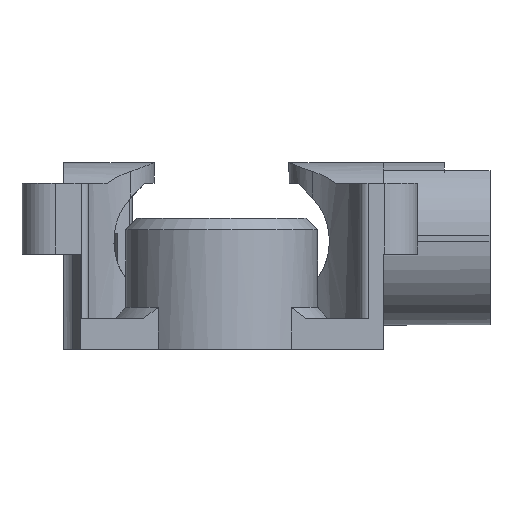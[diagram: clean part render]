
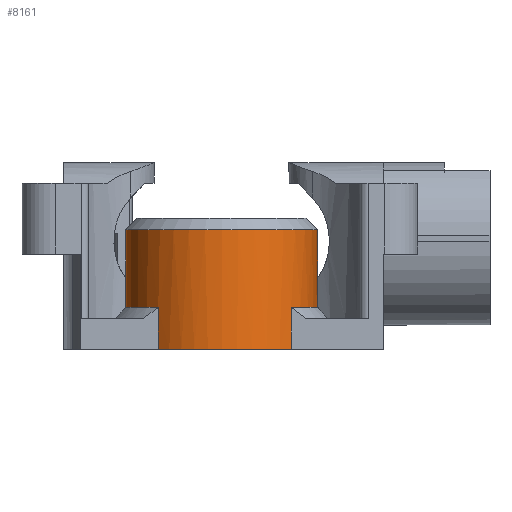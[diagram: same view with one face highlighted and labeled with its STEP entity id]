
A CAD part, left-side view. The second image highlights one B-rep face of the part: STEP entity #8161.
In plain terms, the highlighted cylindrical face has radius 12.6 mm (diameter 25.2 mm), a full revolution.
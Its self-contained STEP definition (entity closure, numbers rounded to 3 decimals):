
#316=CYLINDRICAL_SURFACE('',#8458,12.6);
#780=FACE_OUTER_BOUND('',#1245,.T.);
#1245=EDGE_LOOP('',(#7034,#7035,#7036,#7037,#7038,#7039,#7040,#7041,#7042,
#7043));
#2310=LINE('',#15594,#2859);
#2311=LINE('',#15596,#2860);
#2312=LINE('',#15603,#2861);
#2859=VECTOR('',#9357,12.6);
#2860=VECTOR('',#9358,10.);
#2861=VECTOR('',#9365,10.);
#3055=CIRCLE('',#8403,12.6);
#3065=CIRCLE('',#8413,12.6);
#3094=CIRCLE('',#8457,12.6);
#3095=CIRCLE('',#8459,12.6);
#3096=CIRCLE('',#8460,12.6);
#3097=CIRCLE('',#8461,12.6);
#3764=VERTEX_POINT('',#15463);
#3765=VERTEX_POINT('',#15464);
#3782=VERTEX_POINT('',#15498);
#3815=VERTEX_POINT('',#15590);
#3816=VERTEX_POINT('',#15595);
#3817=VERTEX_POINT('',#15597);
#3818=VERTEX_POINT('',#15599);
#3819=VERTEX_POINT('',#15601);
#4871=EDGE_CURVE('',#3764,#3765,#3055,.T.);
#4889=EDGE_CURVE('',#3765,#3782,#3065,.T.);
#4933=EDGE_CURVE('',#3815,#3815,#3094,.T.);
#4934=EDGE_CURVE('',#3815,#3765,#2310,.T.);
#4935=EDGE_CURVE('',#3816,#3782,#2311,.T.);
#4936=EDGE_CURVE('',#3817,#3816,#3095,.T.);
#4937=EDGE_CURVE('',#3818,#3817,#3096,.T.);
#4938=EDGE_CURVE('',#3819,#3818,#3097,.T.);
#4939=EDGE_CURVE('',#3764,#3819,#2312,.T.);
#7034=ORIENTED_EDGE('',*,*,#4933,.F.);
#7035=ORIENTED_EDGE('',*,*,#4934,.T.);
#7036=ORIENTED_EDGE('',*,*,#4889,.T.);
#7037=ORIENTED_EDGE('',*,*,#4935,.F.);
#7038=ORIENTED_EDGE('',*,*,#4936,.F.);
#7039=ORIENTED_EDGE('',*,*,#4937,.F.);
#7040=ORIENTED_EDGE('',*,*,#4938,.F.);
#7041=ORIENTED_EDGE('',*,*,#4939,.F.);
#7042=ORIENTED_EDGE('',*,*,#4871,.T.);
#7043=ORIENTED_EDGE('',*,*,#4934,.F.);
#8161=ADVANCED_FACE('',(#780),#316,.T.);
#8403=AXIS2_PLACEMENT_3D('',#15465,#9222,#9223);
#8413=AXIS2_PLACEMENT_3D('',#15500,#9250,#9251);
#8457=AXIS2_PLACEMENT_3D('',#15592,#9353,#9354);
#8458=AXIS2_PLACEMENT_3D('',#15593,#9355,#9356);
#8459=AXIS2_PLACEMENT_3D('',#15598,#9359,#9360);
#8460=AXIS2_PLACEMENT_3D('',#15600,#9361,#9362);
#8461=AXIS2_PLACEMENT_3D('',#15602,#9363,#9364);
#9222=DIRECTION('center_axis',(0.,0.,1.));
#9223=DIRECTION('ref_axis',(1.,0.,0.));
#9250=DIRECTION('center_axis',(0.,0.,1.));
#9251=DIRECTION('ref_axis',(1.,0.,0.));
#9353=DIRECTION('center_axis',(0.,0.,1.));
#9354=DIRECTION('ref_axis',(1.,0.,0.));
#9355=DIRECTION('center_axis',(0.,0.,1.));
#9356=DIRECTION('ref_axis',(1.,0.,0.));
#9357=DIRECTION('',(0.,0.,-1.));
#9358=DIRECTION('',(0.,0.,-1.));
#9359=DIRECTION('center_axis',(0.,0.,-1.));
#9360=DIRECTION('ref_axis',(1.,0.,0.));
#9361=DIRECTION('center_axis',(0.,0.,-1.));
#9362=DIRECTION('ref_axis',(1.,0.,0.));
#9363=DIRECTION('center_axis',(0.,0.,-1.));
#9364=DIRECTION('ref_axis',(1.,0.,0.));
#9365=DIRECTION('',(0.,0.,1.));
#15463=CARTESIAN_POINT('',(-31.227,8.304,0.));
#15464=CARTESIAN_POINT('',(-34.35,0.,0.));
#15465=CARTESIAN_POINT('Origin',(-21.75,0.,0.));
#15498=CARTESIAN_POINT('',(-30.446,-9.118,0.));
#15500=CARTESIAN_POINT('Origin',(-21.75,0.,0.));
#15590=CARTESIAN_POINT('',(-34.35,0.,15.7));
#15592=CARTESIAN_POINT('Origin',(-21.75,0.,15.7));
#15593=CARTESIAN_POINT('Origin',(-21.75,0.,0.));
#15594=CARTESIAN_POINT('',(-34.35,0.,0.));
#15595=CARTESIAN_POINT('',(-30.446,-9.118,5.5));
#15596=CARTESIAN_POINT('',(-30.446,-9.118,0.));
#15597=CARTESIAN_POINT('',(-21.75,-12.6,5.5));
#15598=CARTESIAN_POINT('Origin',(-21.75,0.,5.5));
#15599=CARTESIAN_POINT('',(-21.75,12.6,5.5));
#15600=CARTESIAN_POINT('Origin',(-21.75,0.,5.5));
#15601=CARTESIAN_POINT('',(-31.227,8.304,5.5));
#15602=CARTESIAN_POINT('Origin',(-21.75,0.,5.5));
#15603=CARTESIAN_POINT('',(-31.227,8.304,0.));
